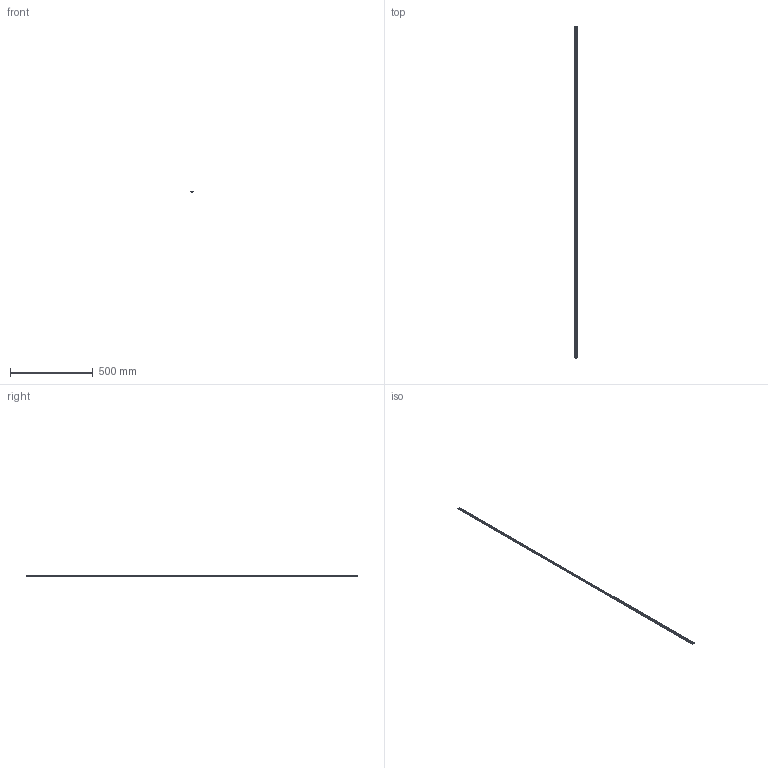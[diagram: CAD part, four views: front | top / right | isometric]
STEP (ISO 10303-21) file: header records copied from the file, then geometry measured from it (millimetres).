
FILE_DESCRIPTION(/* description */ ('Hutprofil gelocht'),/* implementation_level */ '2;1');
FILE_NAME(/* name */ '2092.0_TS_15_GL.stp',/* time_stamp */ '2023-11-28T07:41:37+01:00',/* author */ ('Bettina.Cossmann'),/* organization */ (''),/* preprocessor_version */ 'ST-DEVELOPER v19.2',/* originating_system */ 'Autodesk Inventor 2023',/* authorisation */ '');
FILE_SCHEMA (('AUTOMOTIVE_DESIGN { 1 0 10303 214 3 1 1 }'));
Length unit declared in the file: millimetre
Products named in the file (1): 2092.0_TS_15_GL
Bounding box: 15 x 2000 x 5.5 mm (x, y, z)
Volume: 40420 mm3; surface area: 87764.5 mm2
Topology: 1 solids, 1 shells, 422 faces, 1260 edges, 840 vertices
Faces by surface type: plane 214, cylinder 208
Entity records: 14743 total; most frequent: CARTESIAN_POINT 2523, DIRECTION 2522, ORIENTED_EDGE 2520, EDGE_CURVE 1260, LINE 844, VECTOR 844, VERTEX_POINT 840, AXIS2_PLACEMENT_3D 839
